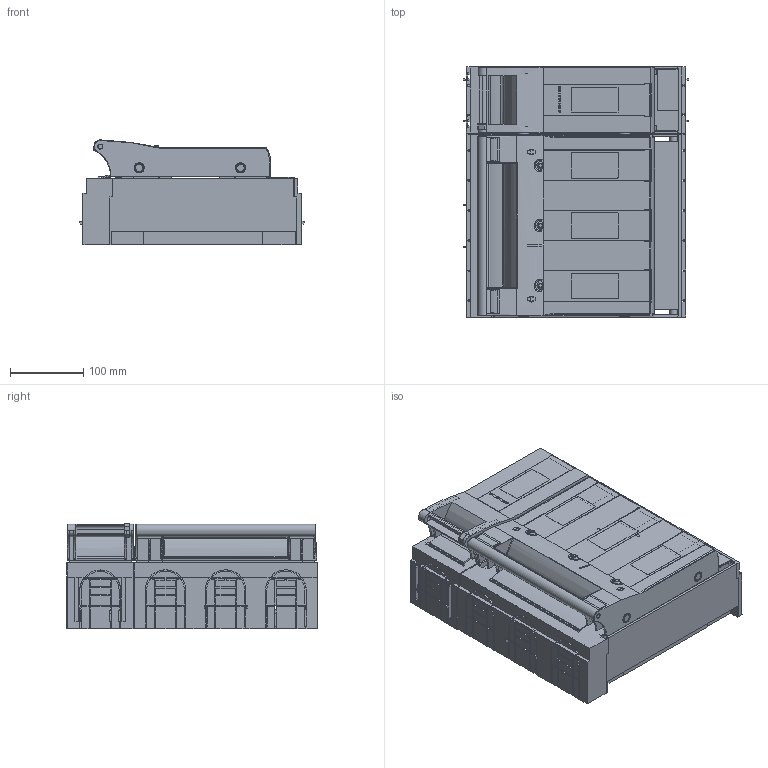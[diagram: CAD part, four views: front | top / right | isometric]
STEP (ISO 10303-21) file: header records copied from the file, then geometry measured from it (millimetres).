
FILE_DESCRIPTION(('CATIA V5 STEP'),'2;1');
FILE_NAME('T300114000_L_NH-Sicherungslasttrennschalter-KETO-3-4_F.stp','2016-06-06T14:26:08+00:00',('none'),('Jean Müller GmbH'),'CATIA Version 5 Release 19 SP 9 (IN-10)','CATIA V5 STEP AP214','none');
FILE_SCHEMA(('AUTOMOTIVE_DESIGN { 1 0 10303 214 1 1 1 1 }'));
Products named in the file (20): T300114000_L_NH-Sicherungslasttrennschalter KETO-3-4/F; 34205_L_Frontplatte Gr3_1-polig; 34208_L01_Scheibe Gr1; 34240_L_KETO-Trennergehaeuse Gr3_1-polig; 34242_L_KETO Schutzabdeckung unten Gr3_1-polig; 34241_L_KETO-Schutzabdeckung oben Gr3-1-polig; 158641_01_L_Anschlusslasche Gr.3; 31916_Verbindungsclip; 85915_Isolierhülse; 85916_Rastniet; 68366_Zylinderstift ISO 8734 - 5x22 - A - St; 66113_Sechskantmutter DIN934_M10; T0603_01_L_KETO-3-3/Aufbau; 34206_L01_Frontplatte Gr3_3-polig; 34246_L_Schutzabdeckung oben Gr3_3-polig; 34247_L_Schutzabdeckung unten Gr3_3-polig; 34245_L01_Gehaeuse; 34208_L_Scheibe Gr.1; 65746_Sechskantschraube M10x25; 66903_Spannscheibe DIN6796 -10
Assembly tree (62 placements, depth 3):
  T300114000_L_NH-Sicherungslasttrennschalter KETO-3-4/F
    34205_L_Frontplatte Gr3_1-polig
    34208_L01_Scheibe Gr1
    34240_L_KETO-Trennergehaeuse Gr3_1-polig
    34242_L_KETO Schutzabdeckung unten Gr3_1-polig
    34241_L_KETO-Schutzabdeckung oben Gr3-1-polig
    158641_01_L_Anschlusslasche Gr.3  x2
    31916_Verbindungsclip  x2
    85915_Isolierhülse  x2
    85916_Rastniet  x4
    68366_Zylinderstift ISO 8734 - 5x22 - A - St  x2
    66113_Sechskantmutter DIN934_M10  x9
    T0603_01_L_KETO-3-3/Aufbau
      34206_L01_Frontplatte Gr3_3-polig
      34246_L_Schutzabdeckung oben Gr3_3-polig
      34247_L_Schutzabdeckung unten Gr3_3-polig
      34245_L01_Gehaeuse
      34208_L_Scheibe Gr.1  x3
      65746_Sechskantschraube M10x25  x6
      66903_Spannscheibe DIN6796 -10  x6
      158641_01_L_Anschlusslasche Gr.3  x6
      66113_Sechskantmutter DIN934_M10  x6
    65746_Sechskantschraube M10x25  x2
    66903_Spannscheibe DIN6796 -10  x2
Bounding box: 306.73 x 341.25 x 143.63 mm (x, y, z)
Volume: 4263154.9 mm3; surface area: 1401476.7 mm2
Topology: 100 solids, 107 shells, 4454 faces, 12415 edges, 8145 vertices
Faces by surface type: plane 3217, cylinder 586, cone 333, bspline 167, torus 66, extrusion 47, sphere 38
Entity records: 104318 total; most frequent: CARTESIAN_POINT 30098, ORIENTED_EDGE 17722, DIRECTION 11046, EDGE_CURVE 8861, VECTOR 6833, LINE 6786, VERTEX_POINT 5901, EDGE_LOOP 3272
